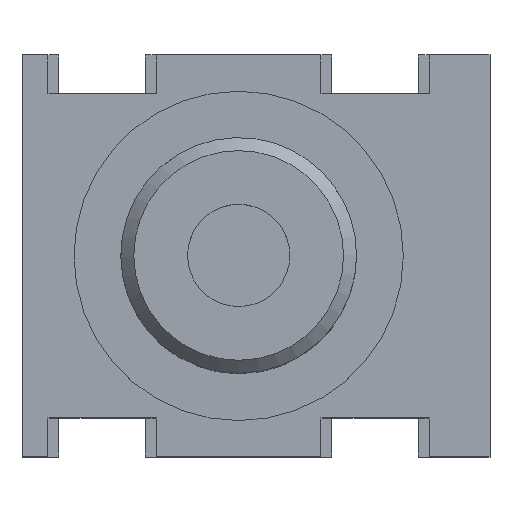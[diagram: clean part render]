
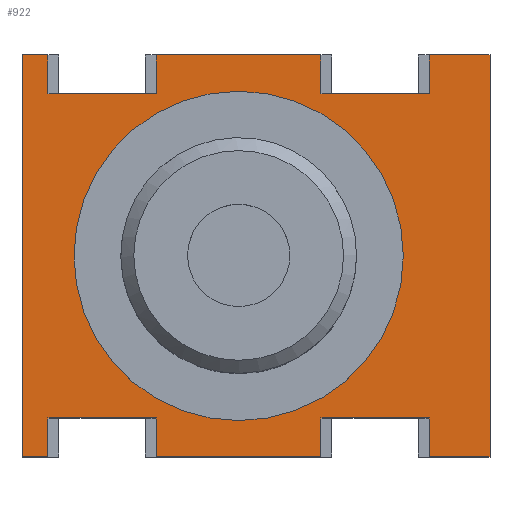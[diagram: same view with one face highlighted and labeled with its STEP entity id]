
A CAD part, top view. The second image highlights one B-rep face of the part: STEP entity #922.
In plain terms, the highlighted planar face has unit normal (0, 0, 1).
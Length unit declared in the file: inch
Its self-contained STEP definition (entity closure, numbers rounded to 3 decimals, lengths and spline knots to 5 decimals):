
#23=FACE_BOUND($,#144,.T.);
#37=CIRCLE($,#983,0.19);
#88=FACE_OUTER_BOUND($,#143,.T.);
#143=EDGE_LOOP($,(#812,#813,#814,#815,#816,#817,#818,#819,#820,#821,#822,
#823,#824,#825,#826,#827,#828,#829,#830,#831));
#144=EDGE_LOOP($,(#832));
#169=LINE($,#1281,#281);
#174=LINE($,#1291,#286);
#177=LINE($,#1297,#289);
#204=LINE($,#1348,#316);
#215=LINE($,#1370,#327);
#220=LINE($,#1380,#332);
#227=LINE($,#1395,#339);
#231=LINE($,#1401,#343);
#233=LINE($,#1404,#345);
#234=LINE($,#1408,#346);
#237=LINE($,#1414,#349);
#240=LINE($,#1418,#352);
#241=LINE($,#1422,#353);
#243=LINE($,#1426,#355);
#245=LINE($,#1429,#357);
#246=LINE($,#1433,#358);
#249=LINE($,#1437,#361);
#250=LINE($,#1439,#362);
#255=LINE($,#1483,#367);
#256=LINE($,#1485,#368);
#281=VECTOR($,#1028,0.07);
#286=VECTOR($,#1035,0.03);
#289=VECTOR($,#1040,0.19);
#316=VECTOR($,#1077,0.03);
#327=VECTOR($,#1096,0.07);
#332=VECTOR($,#1103,0.19);
#339=VECTOR($,#1116,0.125);
#343=VECTOR($,#1122,0.045);
#345=VECTOR($,#1126,0.045);
#346=VECTOR($,#1131,0.045);
#349=VECTOR($,#1136,0.125);
#352=VECTOR($,#1141,0.045);
#353=VECTOR($,#1146,0.045);
#355=VECTOR($,#1150,0.125);
#357=VECTOR($,#1154,0.045);
#358=VECTOR($,#1157,0.125);
#361=VECTOR($,#1162,0.045);
#362=VECTOR($,#1165,0.045);
#367=VECTOR($,#1220,0.464);
#368=VECTOR($,#1223,0.464);
#390=VERTEX_POINT($,#1278);
#391=VERTEX_POINT($,#1280);
#394=VERTEX_POINT($,#1288);
#395=VERTEX_POINT($,#1290);
#396=VERTEX_POINT($,#1294);
#397=VERTEX_POINT($,#1296);
#415=VERTEX_POINT($,#1345);
#416=VERTEX_POINT($,#1347);
#422=VERTEX_POINT($,#1367);
#423=VERTEX_POINT($,#1369);
#426=VERTEX_POINT($,#1377);
#427=VERTEX_POINT($,#1379);
#431=VERTEX_POINT($,#1393);
#432=VERTEX_POINT($,#1394);
#434=VERTEX_POINT($,#1407);
#436=VERTEX_POINT($,#1413);
#437=VERTEX_POINT($,#1421);
#438=VERTEX_POINT($,#1425);
#439=VERTEX_POINT($,#1431);
#440=VERTEX_POINT($,#1432);
#454=VERTEX_POINT($,#1479);
#479=EDGE_CURVE($,#391,#390,#169,.T.);
#484=EDGE_CURVE($,#395,#394,#174,.T.);
#487=EDGE_CURVE($,#397,#396,#177,.T.);
#514=EDGE_CURVE($,#416,#415,#204,.T.);
#525=EDGE_CURVE($,#423,#422,#215,.T.);
#530=EDGE_CURVE($,#427,#426,#220,.T.);
#537=EDGE_CURVE($,#431,#432,#227,.T.);
#541=EDGE_CURVE($,#390,#431,#231,.T.);
#543=EDGE_CURVE($,#432,#397,#233,.T.);
#544=EDGE_CURVE($,#434,#427,#234,.T.);
#547=EDGE_CURVE($,#436,#434,#237,.T.);
#550=EDGE_CURVE($,#415,#436,#240,.T.);
#551=EDGE_CURVE($,#437,#423,#241,.T.);
#553=EDGE_CURVE($,#438,#437,#243,.T.);
#555=EDGE_CURVE($,#426,#438,#245,.T.);
#556=EDGE_CURVE($,#439,#440,#246,.T.);
#559=EDGE_CURVE($,#396,#439,#249,.T.);
#560=EDGE_CURVE($,#440,#395,#250,.T.);
#578=EDGE_CURVE($,#454,#454,#37,.T.);
#579=EDGE_CURVE($,#394,#416,#255,.T.);
#580=EDGE_CURVE($,#422,#391,#256,.T.);
#812=ORIENTED_EDGE($,*,*,#543,.T.);
#813=ORIENTED_EDGE($,*,*,#487,.T.);
#814=ORIENTED_EDGE($,*,*,#559,.T.);
#815=ORIENTED_EDGE($,*,*,#556,.T.);
#816=ORIENTED_EDGE($,*,*,#560,.T.);
#817=ORIENTED_EDGE($,*,*,#484,.T.);
#818=ORIENTED_EDGE($,*,*,#579,.T.);
#819=ORIENTED_EDGE($,*,*,#514,.T.);
#820=ORIENTED_EDGE($,*,*,#550,.T.);
#821=ORIENTED_EDGE($,*,*,#547,.T.);
#822=ORIENTED_EDGE($,*,*,#544,.T.);
#823=ORIENTED_EDGE($,*,*,#530,.T.);
#824=ORIENTED_EDGE($,*,*,#555,.T.);
#825=ORIENTED_EDGE($,*,*,#553,.T.);
#826=ORIENTED_EDGE($,*,*,#551,.T.);
#827=ORIENTED_EDGE($,*,*,#525,.T.);
#828=ORIENTED_EDGE($,*,*,#580,.T.);
#829=ORIENTED_EDGE($,*,*,#479,.T.);
#830=ORIENTED_EDGE($,*,*,#541,.T.);
#831=ORIENTED_EDGE($,*,*,#537,.T.);
#832=ORIENTED_EDGE($,*,*,#578,.T.);
#874=PLANE($,#987);
#922=ADVANCED_FACE($,(#88,#23),#874,.T.);
#983=AXIS2_PLACEMENT_3D($,#1480,#1214,#1215);
#987=AXIS2_PLACEMENT_3D($,#1486,#1224,#1225);
#1028=DIRECTION($,(-1.,0.,0.));
#1035=DIRECTION($,(-1.,0.,0.));
#1040=DIRECTION($,(-1.,0.,0.));
#1077=DIRECTION($,(1.,0.,0.));
#1096=DIRECTION($,(1.,0.,0.));
#1103=DIRECTION($,(1.,0.,0.));
#1116=DIRECTION($,(-1.,0.,0.));
#1122=DIRECTION($,(0.,-1.,0.));
#1126=DIRECTION($,(0.,1.,0.));
#1131=DIRECTION($,(0.,-1.,0.));
#1136=DIRECTION($,(1.,0.,0.));
#1141=DIRECTION($,(0.,1.,0.));
#1146=DIRECTION($,(0.,-1.,0.));
#1150=DIRECTION($,(1.,0.,0.));
#1154=DIRECTION($,(0.,1.,0.));
#1157=DIRECTION($,(-1.,0.,0.));
#1162=DIRECTION($,(0.,-1.,0.));
#1165=DIRECTION($,(0.,1.,0.));
#1214=DIRECTION('center_axis',(0.,0.,-1.));
#1215=DIRECTION('ref_axis',(-1.,0.,0.));
#1220=DIRECTION($,(0.,-1.,0.));
#1223=DIRECTION($,(0.,1.,0.));
#1224=DIRECTION('center_axis',(0.,0.,1.));
#1225=DIRECTION('ref_axis',(1.,0.,0.));
#1278=CARTESIAN_POINT('',(0.47,0.464,0.1));
#1280=CARTESIAN_POINT('',(0.54,0.464,0.1));
#1281=CARTESIAN_POINT($,(0.54,0.464,0.1));
#1288=CARTESIAN_POINT('',(0.,0.464,0.1));
#1290=CARTESIAN_POINT('',(0.03,0.464,0.1));
#1291=CARTESIAN_POINT($,(0.54,0.464,0.1));
#1294=CARTESIAN_POINT('',(0.155,0.464,0.1));
#1296=CARTESIAN_POINT('',(0.345,0.464,0.1));
#1297=CARTESIAN_POINT($,(0.54,0.464,0.1));
#1345=CARTESIAN_POINT('',(0.03,0.,0.1));
#1347=CARTESIAN_POINT('',(0.,0.,0.1));
#1348=CARTESIAN_POINT($,(0.,0.,0.1));
#1367=CARTESIAN_POINT('',(0.54,0.,0.1));
#1369=CARTESIAN_POINT('',(0.47,0.,0.1));
#1370=CARTESIAN_POINT($,(0.,0.,0.1));
#1377=CARTESIAN_POINT('',(0.345,0.,0.1));
#1379=CARTESIAN_POINT('',(0.155,0.,0.1));
#1380=CARTESIAN_POINT($,(0.,0.,0.1));
#1393=CARTESIAN_POINT('',(0.47,0.419,0.1));
#1394=CARTESIAN_POINT('',(0.345,0.419,0.1));
#1395=CARTESIAN_POINT($,(0.37,0.419,0.1));
#1401=CARTESIAN_POINT($,(0.47,0.348,0.1));
#1404=CARTESIAN_POINT($,(0.345,0.3255,0.1));
#1407=CARTESIAN_POINT('',(0.155,0.045,0.1));
#1408=CARTESIAN_POINT($,(0.155,0.1385,0.1));
#1413=CARTESIAN_POINT('',(0.03,0.045,0.1));
#1414=CARTESIAN_POINT($,(0.15,0.045,0.1));
#1418=CARTESIAN_POINT($,(0.03,0.116,0.1));
#1421=CARTESIAN_POINT('',(0.47,0.045,0.1));
#1422=CARTESIAN_POINT($,(0.47,0.1385,0.1));
#1425=CARTESIAN_POINT('',(0.345,0.045,0.1));
#1426=CARTESIAN_POINT($,(0.3075,0.045,0.1));
#1429=CARTESIAN_POINT($,(0.345,0.116,0.1));
#1431=CARTESIAN_POINT('',(0.155,0.419,0.1));
#1432=CARTESIAN_POINT('',(0.03,0.419,0.1));
#1433=CARTESIAN_POINT($,(0.2125,0.419,0.1));
#1437=CARTESIAN_POINT($,(0.155,0.348,0.1));
#1439=CARTESIAN_POINT($,(0.03,0.3255,0.1));
#1479=CARTESIAN_POINT('',(0.44,0.232,0.1));
#1480=CARTESIAN_POINT('Origin',(0.25,0.232,0.1));
#1483=CARTESIAN_POINT($,(0.,0.464,0.1));
#1485=CARTESIAN_POINT($,(0.54,0.,0.1));
#1486=CARTESIAN_POINT('Origin',(0.27,0.232,0.1));
